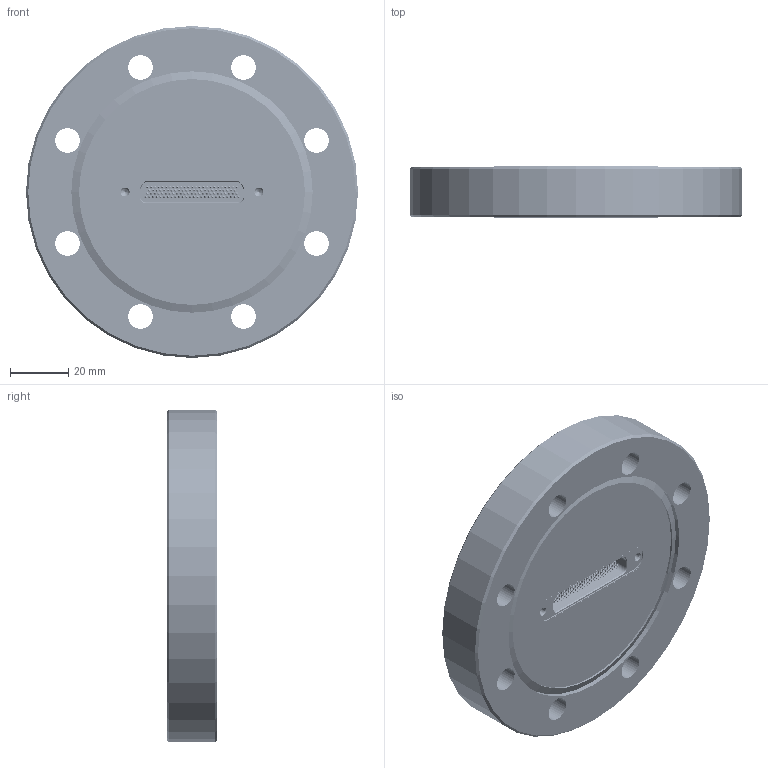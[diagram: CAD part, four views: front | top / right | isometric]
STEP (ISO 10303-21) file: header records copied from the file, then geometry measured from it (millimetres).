
FILE_DESCRIPTION (( 'STEP AP203' ), '1' );
FILE_NAME ('A11563-8-CF.STEP', '2013-05-01T11:02:20', ( '' ), ( '' ), 'SwSTEP 2.0', 'SolidWorks 2012', '' );
FILE_SCHEMA (( 'CONFIG_CONTROL_DESIGN' ));
Products named in the file (1): A11563-8-CF
Bounding box: 113.54 x 17.27 x 113.54 mm (x, y, z)
Volume: 155945.9 mm3; surface area: 38006.5 mm2
Topology: 202 solids, 202 shells, 3774 faces, 8992 edges, 5331 vertices
Faces by surface type: cylinder 2041, bspline 700, cone 646, plane 387
Entity records: 121108 total; most frequent: CARTESIAN_POINT 32190, DIRECTION 20045, ORIENTED_EDGE 17768, EDGE_CURVE 8884, AXIS2_PLACEMENT_3D 8486, VERTEX_POINT 5431, CIRCLE 5411, EDGE_LOOP 4507
